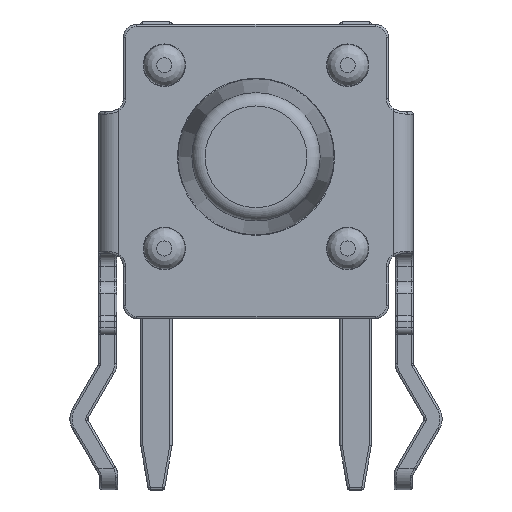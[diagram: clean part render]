
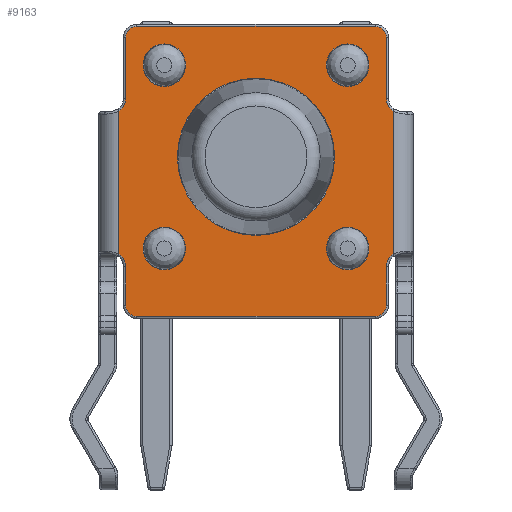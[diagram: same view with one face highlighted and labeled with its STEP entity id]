
A CAD part, front view. The second image highlights one B-rep face of the part: STEP entity #9163.
In plain terms, the highlighted planar face has unit normal (0, -1, 0).
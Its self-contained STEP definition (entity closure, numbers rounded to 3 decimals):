
#145=FACE_BOUND('',#2726,.T.);
#146=FACE_BOUND('',#2727,.T.);
#147=FACE_BOUND('',#2728,.T.);
#148=FACE_BOUND('',#2729,.T.);
#149=FACE_BOUND('',#2730,.T.);
#392=PLANE('',#10368);
#858=LINE('',#16955,#1360);
#862=LINE('',#17037,#1364);
#865=LINE('',#17106,#1367);
#866=LINE('',#17110,#1368);
#867=LINE('',#17113,#1369);
#868=LINE('',#17117,#1370);
#869=LINE('',#17121,#1371);
#870=LINE('',#17125,#1372);
#1360=VECTOR('',#13148,10.);
#1364=VECTOR('',#13170,10.);
#1367=VECTOR('',#13193,10.);
#1368=VECTOR('',#13196,10.);
#1369=VECTOR('',#13199,10.);
#1370=VECTOR('',#13202,10.);
#1371=VECTOR('',#13205,10.);
#1372=VECTOR('',#13208,10.);
#2153=FACE_OUTER_BOUND('',#2725,.T.);
#2725=EDGE_LOOP('',(#7821,#7822,#7823,#7824,#7825,#7826,#7827,#7828,#7829,
#7830,#7831,#7832,#7833,#7834,#7835,#7836));
#2726=EDGE_LOOP('',(#7837,#7838));
#2727=EDGE_LOOP('',(#7839,#7840));
#2728=EDGE_LOOP('',(#7841,#7842));
#2729=EDGE_LOOP('',(#7843,#7844));
#2730=EDGE_LOOP('',(#7845,#7846));
#3432=CIRCLE('',#10365,0.35);
#3435=CIRCLE('',#10369,0.35);
#3436=CIRCLE('',#10370,0.25);
#3437=CIRCLE('',#10371,0.25);
#3438=CIRCLE('',#10372,0.35);
#3439=CIRCLE('',#10373,0.25);
#3440=CIRCLE('',#10374,0.25);
#3441=CIRCLE('',#10375,0.35);
#3442=CIRCLE('',#10376,1.775);
#3443=CIRCLE('',#10377,1.775);
#3444=CIRCLE('',#10378,0.48);
#3445=CIRCLE('',#10379,0.48);
#3446=CIRCLE('',#10380,0.48);
#3447=CIRCLE('',#10381,0.48);
#3448=CIRCLE('',#10382,0.48);
#3449=CIRCLE('',#10383,0.48);
#3450=CIRCLE('',#10384,0.48);
#3451=CIRCLE('',#10385,0.48);
#4166=VERTEX_POINT('',#16884);
#4170=VERTEX_POINT('',#16954);
#4177=VERTEX_POINT('',#17028);
#4178=VERTEX_POINT('',#17036);
#4182=VERTEX_POINT('',#17097);
#4184=VERTEX_POINT('',#17103);
#4185=VERTEX_POINT('',#17105);
#4186=VERTEX_POINT('',#17107);
#4187=VERTEX_POINT('',#17109);
#4188=VERTEX_POINT('',#17111);
#4189=VERTEX_POINT('',#17114);
#4190=VERTEX_POINT('',#17116);
#4191=VERTEX_POINT('',#17118);
#4192=VERTEX_POINT('',#17120);
#4193=VERTEX_POINT('',#17122);
#4194=VERTEX_POINT('',#17124);
#4195=VERTEX_POINT('',#17127);
#4196=VERTEX_POINT('',#17128);
#4197=VERTEX_POINT('',#17131);
#4198=VERTEX_POINT('',#17132);
#4199=VERTEX_POINT('',#17135);
#4200=VERTEX_POINT('',#17136);
#4201=VERTEX_POINT('',#17139);
#4202=VERTEX_POINT('',#17140);
#4203=VERTEX_POINT('',#17143);
#4204=VERTEX_POINT('',#17144);
#5392=EDGE_CURVE('',#4166,#4170,#858,.T.);
#5406=EDGE_CURVE('',#4177,#4178,#862,.T.);
#5415=EDGE_CURVE('',#4178,#4182,#3432,.T.);
#5418=EDGE_CURVE('',#4184,#4166,#3435,.T.);
#5419=EDGE_CURVE('',#4185,#4184,#865,.T.);
#5420=EDGE_CURVE('',#4186,#4185,#3436,.T.);
#5421=EDGE_CURVE('',#4187,#4186,#866,.T.);
#5422=EDGE_CURVE('',#4188,#4187,#3437,.T.);
#5423=EDGE_CURVE('',#4182,#4188,#867,.T.);
#5424=EDGE_CURVE('',#4189,#4177,#3438,.T.);
#5425=EDGE_CURVE('',#4190,#4189,#868,.T.);
#5426=EDGE_CURVE('',#4191,#4190,#3439,.T.);
#5427=EDGE_CURVE('',#4192,#4191,#869,.T.);
#5428=EDGE_CURVE('',#4193,#4192,#3440,.T.);
#5429=EDGE_CURVE('',#4194,#4193,#870,.T.);
#5430=EDGE_CURVE('',#4170,#4194,#3441,.T.);
#5431=EDGE_CURVE('',#4195,#4196,#3442,.T.);
#5432=EDGE_CURVE('',#4196,#4195,#3443,.T.);
#5433=EDGE_CURVE('',#4197,#4198,#3444,.T.);
#5434=EDGE_CURVE('',#4198,#4197,#3445,.T.);
#5435=EDGE_CURVE('',#4199,#4200,#3446,.T.);
#5436=EDGE_CURVE('',#4200,#4199,#3447,.T.);
#5437=EDGE_CURVE('',#4201,#4202,#3448,.T.);
#5438=EDGE_CURVE('',#4202,#4201,#3449,.T.);
#5439=EDGE_CURVE('',#4203,#4204,#3450,.T.);
#5440=EDGE_CURVE('',#4204,#4203,#3451,.T.);
#7821=ORIENTED_EDGE('',*,*,#5392,.F.);
#7822=ORIENTED_EDGE('',*,*,#5418,.F.);
#7823=ORIENTED_EDGE('',*,*,#5419,.F.);
#7824=ORIENTED_EDGE('',*,*,#5420,.F.);
#7825=ORIENTED_EDGE('',*,*,#5421,.F.);
#7826=ORIENTED_EDGE('',*,*,#5422,.F.);
#7827=ORIENTED_EDGE('',*,*,#5423,.F.);
#7828=ORIENTED_EDGE('',*,*,#5415,.F.);
#7829=ORIENTED_EDGE('',*,*,#5406,.F.);
#7830=ORIENTED_EDGE('',*,*,#5424,.F.);
#7831=ORIENTED_EDGE('',*,*,#5425,.F.);
#7832=ORIENTED_EDGE('',*,*,#5426,.F.);
#7833=ORIENTED_EDGE('',*,*,#5427,.F.);
#7834=ORIENTED_EDGE('',*,*,#5428,.F.);
#7835=ORIENTED_EDGE('',*,*,#5429,.F.);
#7836=ORIENTED_EDGE('',*,*,#5430,.F.);
#7837=ORIENTED_EDGE('',*,*,#5431,.T.);
#7838=ORIENTED_EDGE('',*,*,#5432,.T.);
#7839=ORIENTED_EDGE('',*,*,#5433,.T.);
#7840=ORIENTED_EDGE('',*,*,#5434,.T.);
#7841=ORIENTED_EDGE('',*,*,#5435,.T.);
#7842=ORIENTED_EDGE('',*,*,#5436,.T.);
#7843=ORIENTED_EDGE('',*,*,#5437,.T.);
#7844=ORIENTED_EDGE('',*,*,#5438,.T.);
#7845=ORIENTED_EDGE('',*,*,#5439,.T.);
#7846=ORIENTED_EDGE('',*,*,#5440,.T.);
#9163=ADVANCED_FACE('',(#2153,#145,#146,#147,#148,#149),#392,.F.);
#10365=AXIS2_PLACEMENT_3D('',#17098,#13183,#13184);
#10368=AXIS2_PLACEMENT_3D('',#17102,#13189,#13190);
#10369=AXIS2_PLACEMENT_3D('',#17104,#13191,#13192);
#10370=AXIS2_PLACEMENT_3D('',#17108,#13194,#13195);
#10371=AXIS2_PLACEMENT_3D('',#17112,#13197,#13198);
#10372=AXIS2_PLACEMENT_3D('',#17115,#13200,#13201);
#10373=AXIS2_PLACEMENT_3D('',#17119,#13203,#13204);
#10374=AXIS2_PLACEMENT_3D('',#17123,#13206,#13207);
#10375=AXIS2_PLACEMENT_3D('',#17126,#13209,#13210);
#10376=AXIS2_PLACEMENT_3D('',#17129,#13211,#13212);
#10377=AXIS2_PLACEMENT_3D('',#17130,#13213,#13214);
#10378=AXIS2_PLACEMENT_3D('',#17133,#13215,#13216);
#10379=AXIS2_PLACEMENT_3D('',#17134,#13217,#13218);
#10380=AXIS2_PLACEMENT_3D('',#17137,#13219,#13220);
#10381=AXIS2_PLACEMENT_3D('',#17138,#13221,#13222);
#10382=AXIS2_PLACEMENT_3D('',#17141,#13223,#13224);
#10383=AXIS2_PLACEMENT_3D('',#17142,#13225,#13226);
#10384=AXIS2_PLACEMENT_3D('',#17145,#13227,#13228);
#10385=AXIS2_PLACEMENT_3D('',#17146,#13229,#13230);
#13148=DIRECTION('',(0.,0.,1.));
#13170=DIRECTION('',(0.,0.,-1.));
#13183=DIRECTION('center_axis',(0.,-1.,0.));
#13184=DIRECTION('ref_axis',(-0.707,0.,0.707));
#13189=DIRECTION('center_axis',(0.,1.,0.));
#13190=DIRECTION('ref_axis',(0.,0.,1.));
#13191=DIRECTION('center_axis',(0.,-1.,0.));
#13192=DIRECTION('ref_axis',(0.707,0.,0.707));
#13193=DIRECTION('',(0.,0.,1.));
#13194=DIRECTION('center_axis',(0.,1.,0.));
#13195=DIRECTION('ref_axis',(-0.707,0.,-0.707));
#13196=DIRECTION('',(-1.,0.,0.));
#13197=DIRECTION('center_axis',(0.,1.,0.));
#13198=DIRECTION('ref_axis',(0.707,0.,-0.707));
#13199=DIRECTION('',(0.,0.,-1.));
#13200=DIRECTION('center_axis',(0.,-1.,0.));
#13201=DIRECTION('ref_axis',(-0.707,0.,-0.707));
#13202=DIRECTION('',(0.,0.,-1.));
#13203=DIRECTION('center_axis',(0.,1.,0.));
#13204=DIRECTION('ref_axis',(0.707,0.,0.707));
#13205=DIRECTION('',(1.,0.,0.));
#13206=DIRECTION('center_axis',(0.,1.,0.));
#13207=DIRECTION('ref_axis',(-0.707,0.,0.707));
#13208=DIRECTION('',(0.,0.,1.));
#13209=DIRECTION('center_axis',(0.,-1.,0.));
#13210=DIRECTION('ref_axis',(0.707,0.,-0.707));
#13211=DIRECTION('center_axis',(0.,1.,0.));
#13212=DIRECTION('ref_axis',(1.,0.,0.));
#13213=DIRECTION('center_axis',(0.,1.,0.));
#13214=DIRECTION('ref_axis',(1.,0.,0.));
#13215=DIRECTION('center_axis',(0.,1.,0.));
#13216=DIRECTION('ref_axis',(1.,0.,0.));
#13217=DIRECTION('center_axis',(0.,1.,0.));
#13218=DIRECTION('ref_axis',(1.,0.,0.));
#13219=DIRECTION('center_axis',(0.,1.,0.));
#13220=DIRECTION('ref_axis',(1.,0.,0.));
#13221=DIRECTION('center_axis',(0.,1.,0.));
#13222=DIRECTION('ref_axis',(1.,0.,0.));
#13223=DIRECTION('center_axis',(0.,1.,0.));
#13224=DIRECTION('ref_axis',(1.,0.,0.));
#13225=DIRECTION('center_axis',(0.,1.,0.));
#13226=DIRECTION('ref_axis',(1.,0.,0.));
#13227=DIRECTION('center_axis',(0.,1.,0.));
#13228=DIRECTION('ref_axis',(1.,0.,0.));
#13229=DIRECTION('center_axis',(0.,1.,0.));
#13230=DIRECTION('ref_axis',(1.,0.,0.));
#16884=CARTESIAN_POINT('',(-5.345,-2.616,1.816));
#16954=CARTESIAN_POINT('',(-5.345,-2.616,5.038));
#16955=CARTESIAN_POINT('',(-5.345,-2.616,2.006));
#17028=CARTESIAN_POINT('',(0.845,-2.616,5.038));
#17036=CARTESIAN_POINT('',(0.845,-2.616,1.816));
#17037=CARTESIAN_POINT('',(0.845,-2.616,2.006));
#17097=CARTESIAN_POINT('',(0.695,-2.616,1.529));
#17098=CARTESIAN_POINT('Origin',(1.045,-2.616,1.529));
#17102=CARTESIAN_POINT('Origin',(-2.25,-2.616,4.011));
#17103=CARTESIAN_POINT('',(-5.195,-2.616,1.529));
#17104=CARTESIAN_POINT('Origin',(-5.545,-2.616,1.529));
#17105=CARTESIAN_POINT('',(-5.195,-2.616,0.656));
#17106=CARTESIAN_POINT('',(-5.195,-2.616,2.514));
#17107=CARTESIAN_POINT('',(-4.945,-2.616,0.406));
#17108=CARTESIAN_POINT('Origin',(-4.945,-2.616,0.656));
#17109=CARTESIAN_POINT('',(0.445,-2.616,0.406));
#17110=CARTESIAN_POINT('',(-2.25,-2.616,0.406));
#17111=CARTESIAN_POINT('',(0.695,-2.616,0.656));
#17112=CARTESIAN_POINT('Origin',(0.445,-2.616,0.656));
#17113=CARTESIAN_POINT('',(0.695,-2.616,5.509));
#17114=CARTESIAN_POINT('',(0.695,-2.616,5.325));
#17115=CARTESIAN_POINT('Origin',(1.045,-2.616,5.325));
#17116=CARTESIAN_POINT('',(0.695,-2.616,6.706));
#17117=CARTESIAN_POINT('',(0.695,-2.616,5.509));
#17118=CARTESIAN_POINT('',(0.445,-2.616,6.956));
#17119=CARTESIAN_POINT('Origin',(0.445,-2.616,6.706));
#17120=CARTESIAN_POINT('',(-4.945,-2.616,6.956));
#17121=CARTESIAN_POINT('',(-3.748,-2.616,6.956));
#17122=CARTESIAN_POINT('',(-5.195,-2.616,6.706));
#17123=CARTESIAN_POINT('Origin',(-4.945,-2.616,6.706));
#17124=CARTESIAN_POINT('',(-5.195,-2.616,5.325));
#17125=CARTESIAN_POINT('',(-5.195,-2.616,2.514));
#17126=CARTESIAN_POINT('Origin',(-5.545,-2.616,5.325));
#17127=CARTESIAN_POINT('',(-0.475,-2.616,4.011));
#17128=CARTESIAN_POINT('',(-4.025,-2.616,4.011));
#17129=CARTESIAN_POINT('Origin',(-2.25,-2.616,4.011));
#17130=CARTESIAN_POINT('Origin',(-2.25,-2.616,4.011));
#17131=CARTESIAN_POINT('',(-3.84,-2.616,1.941));
#17132=CARTESIAN_POINT('',(-4.8,-2.616,1.941));
#17133=CARTESIAN_POINT('Origin',(-4.32,-2.616,1.941));
#17134=CARTESIAN_POINT('Origin',(-4.32,-2.616,1.941));
#17135=CARTESIAN_POINT('',(0.3,-2.616,6.081));
#17136=CARTESIAN_POINT('',(-0.66,-2.616,6.081));
#17137=CARTESIAN_POINT('Origin',(-0.18,-2.616,6.081));
#17138=CARTESIAN_POINT('Origin',(-0.18,-2.616,6.081));
#17139=CARTESIAN_POINT('',(0.3,-2.616,1.941));
#17140=CARTESIAN_POINT('',(-0.66,-2.616,1.941));
#17141=CARTESIAN_POINT('Origin',(-0.18,-2.616,1.941));
#17142=CARTESIAN_POINT('Origin',(-0.18,-2.616,1.941));
#17143=CARTESIAN_POINT('',(-3.84,-2.616,6.081));
#17144=CARTESIAN_POINT('',(-4.8,-2.616,6.081));
#17145=CARTESIAN_POINT('Origin',(-4.32,-2.616,6.081));
#17146=CARTESIAN_POINT('Origin',(-4.32,-2.616,6.081));
